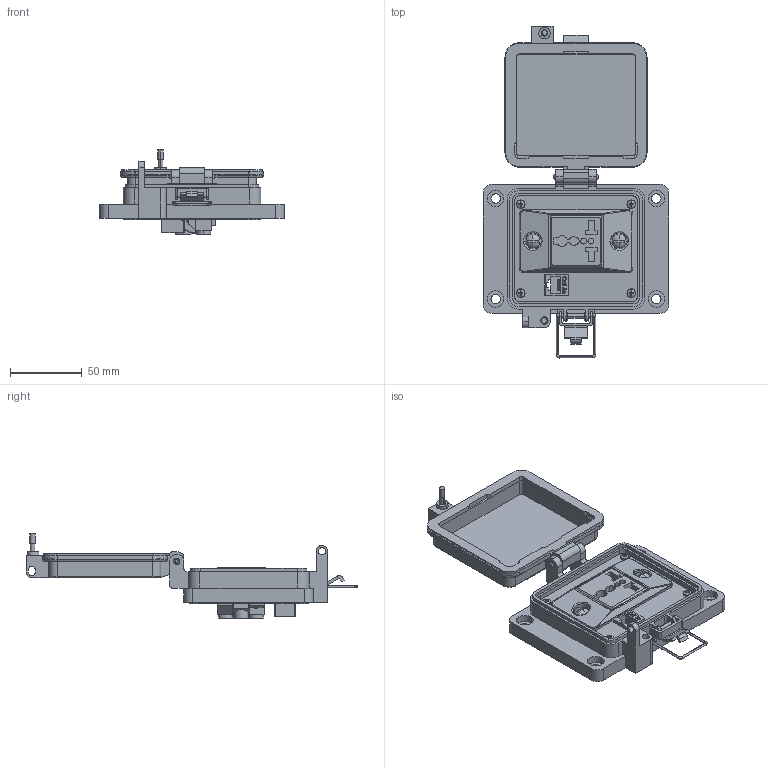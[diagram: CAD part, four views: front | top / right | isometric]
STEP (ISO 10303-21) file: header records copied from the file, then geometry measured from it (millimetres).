
FILE_DESCRIPTION (( 'STEP AP203' ), '1' );
FILE_NAME ('P-R2-K4RUV0_3D.STEP', '2021-02-05T17:33:20', ( '' ), ( '' ), 'SwSTEP 2.0', 'SolidWorks 2019', '' );
FILE_SCHEMA (( 'CONFIG_CONTROL_DESIGN' ));
Length unit declared in the file: millimetre
Products named in the file (16): Z-200-OTLT-RUV_bezel; Z-000-4243316TFP; P-R2-K4RUV0_3D; P-R2-K4RUV0_BP180_1; P-R2-K4RUV0_TP060_1; Z-300-RJ45CAT5; Z-002-8321132HN_90675A009; RUV; Z-200-OTLT-RUV; 92005A124_METRIC PAN HEAD PHILLIPS MACHINE SCREW_92005A124; Z-200-OTLT-RUV_outlet; P-R2-K4RUV0_FP060_1; R2; -K4; Z-000-83212TH_90271A194; Z-H-K4_B
Assembly tree (21 placements, depth 4):
  P-R2-K4RUV0_3D
    P-R2-K4RUV0_BP180_1
    P-R2-K4RUV0_TP060_1
    Z-000-4243316TFP  x2
    P-R2-K4RUV0_FP060_1
    R2
      Z-300-RJ45CAT5
    RUV
      Z-200-OTLT-RUV
        Z-200-OTLT-RUV_bezel
        Z-200-OTLT-RUV_outlet
    Z-000-83212TH_90271A194  x2
    Z-002-8321132HN_90675A009  x2
    -K4
      Z-H-K4_B
    92005A124_METRIC PAN HEAD PHILLIPS MACHINE SCREW_92005A124  x4
Bounding box: 129 x 231.28 x 58.78 mm (x, y, z)
Volume: 199855.2 mm3; surface area: 122128.7 mm2
Topology: 26 solids, 26 shells, 2334 faces, 6461 edges, 4247 vertices
Faces by surface type: cylinder 1083, plane 797, bspline 268, cone 122, torus 38, sphere 26
Entity records: 64659 total; most frequent: CARTESIAN_POINT 24486, ORIENTED_EDGE 8694, DIRECTION 7053, EDGE_CURVE 4347, VERTEX_POINT 2850, VECTOR 2451, LINE 2451, AXIS2_PLACEMENT_3D 2301
